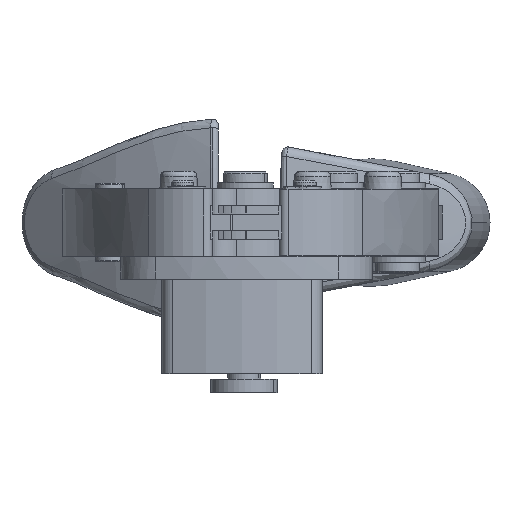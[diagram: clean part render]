
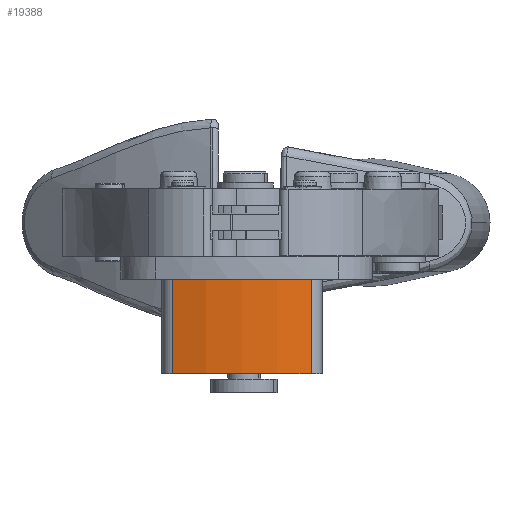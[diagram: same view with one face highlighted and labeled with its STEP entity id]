
A CAD part, left-side view. The second image highlights one B-rep face of the part: STEP entity #19388.
In plain terms, the highlighted cylindrical face has radius 42.7 mm (diameter 85.4 mm), a partial arc.
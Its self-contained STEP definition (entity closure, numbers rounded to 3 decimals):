
#19091=AXIS2_PLACEMENT_3D('Circle Axis2P3D',#19089,#19090,$) ;
#19361=AXIS2_PLACEMENT_3D('Cylinder Axis2P3D',#19358,#19359,#19360) ;
#19365=AXIS2_PLACEMENT_3D('Circle Axis2P3D',#19363,#19364,$) ;
#19086=CARTESIAN_POINT('Vertex',(3.385,57.349,20.5)) ;
#19089=CARTESIAN_POINT('Axis2P3D Location',(44.,44.171,20.5)) ;
#19093=CARTESIAN_POINT('Vertex',(2.991,32.275,20.5)) ;
#19358=CARTESIAN_POINT('Axis2P3D Location',(44.,44.171,12.)) ;
#19363=CARTESIAN_POINT('Axis2P3D Location',(44.,44.171,3.5)) ;
#19367=CARTESIAN_POINT('Vertex',(3.385,57.349,3.5)) ;
#19369=CARTESIAN_POINT('Vertex',(2.991,32.275,3.5)) ;
#19372=CARTESIAN_POINT('Line Origine',(2.991,32.275,12.)) ;
#19377=CARTESIAN_POINT('Line Origine',(3.385,57.349,12.)) ;
#19090=DIRECTION('Axis2P3D Direction',(0.,0.,1.)) ;
#19359=DIRECTION('Axis2P3D Direction',(0.,0.,1.)) ;
#19360=DIRECTION('Axis2P3D XDirection',(-0.951,0.309,0.)) ;
#19364=DIRECTION('Axis2P3D Direction',(0.,0.,1.)) ;
#19373=DIRECTION('Vector Direction',(0.,0.,1.)) ;
#19378=DIRECTION('Vector Direction',(0.,0.,1.)) ;
#19374=VECTOR('Line Direction',#19373,1.) ;
#19379=VECTOR('Line Direction',#19378,1.) ;
#19383=ORIENTED_EDGE('',*,*,#19371,.T.) ;
#19384=ORIENTED_EDGE('',*,*,#19376,.F.) ;
#19385=ORIENTED_EDGE('',*,*,#19095,.F.) ;
#19386=ORIENTED_EDGE('',*,*,#19381,.T.) ;
#19388=ADVANCED_FACE('Hauptk\X2\00F6\X0\rper',(#19387),#19362,.T.) ;
#19092=CIRCLE('generated circle',#19091,42.7) ;
#19366=CIRCLE('generated circle',#19365,42.7) ;
#19362=CYLINDRICAL_SURFACE('generated cylinder',#19361,42.7) ;
#19095=EDGE_CURVE('',#19087,#19094,#19092,.T.) ;
#19371=EDGE_CURVE('',#19368,#19370,#19366,.T.) ;
#19376=EDGE_CURVE('',#19094,#19370,#19375,.F.) ;
#19381=EDGE_CURVE('',#19087,#19368,#19380,.F.) ;
#19382=EDGE_LOOP('',(#19383,#19384,#19385,#19386)) ;
#19387=FACE_OUTER_BOUND('',#19382,.T.) ;
#19375=LINE('Line',#19372,#19374) ;
#19380=LINE('Line',#19377,#19379) ;
#19087=VERTEX_POINT('',#19086) ;
#19094=VERTEX_POINT('',#19093) ;
#19368=VERTEX_POINT('',#19367) ;
#19370=VERTEX_POINT('',#19369) ;
